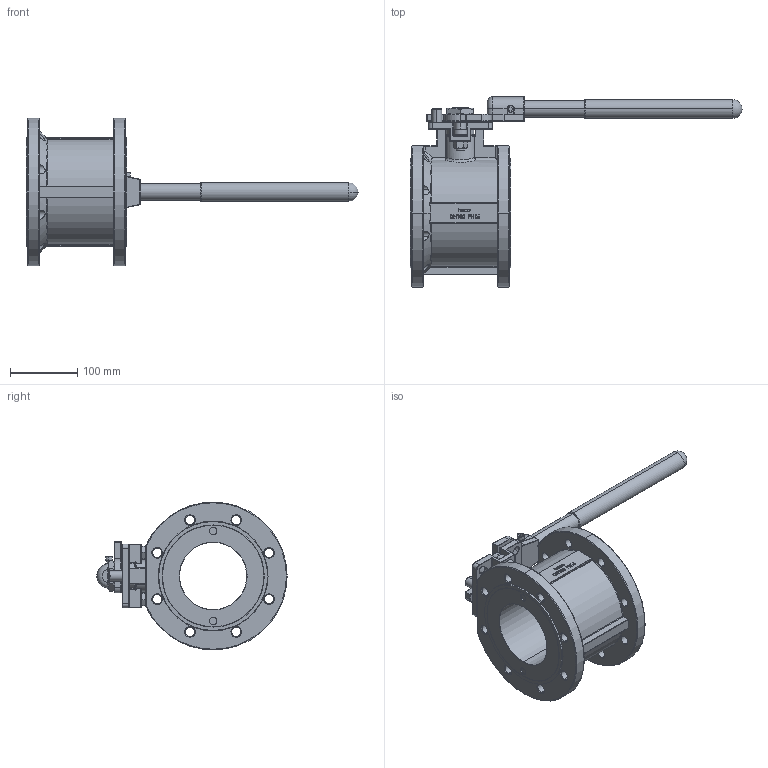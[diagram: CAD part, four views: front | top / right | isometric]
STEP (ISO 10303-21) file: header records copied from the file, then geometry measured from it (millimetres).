
FILE_DESCRIPTION (( 'STEP AP214' ), '1' );
FILE_NAME ('KK-400-000-4 Flanschkugelhahn 1804.STEP', '2018-04-23T09:39:28', ( '' ), ( '' ), 'SwSTEP 2.0', 'SolidWorks 2016', '' );
FILE_SCHEMA (( 'AUTOMOTIVE_DESIGN' ));
Length unit declared in the file: millimetre
Products named in the file (1): KK-400-000-4 Flanschkugelhahn 1804
Bounding box: 494 x 283 x 220 mm (x, y, z)
Volume: 2867245.8 mm3; surface area: 345081.8 mm2
Topology: 1 solids, 2 shells, 1418 faces, 3478 edges, 2030 vertices
Faces by surface type: cylinder 411, plane 364, bspline 306, torus 189, cone 89, sphere 59
Entity records: 60226 total; most frequent: CARTESIAN_POINT 25487, ORIENTED_EDGE 6756, DIRECTION 6048, EDGE_CURVE 3378, AXIS2_PLACEMENT_3D 2307, VERTEX_POINT 2028, EDGE_LOOP 1538, LINE 1434
